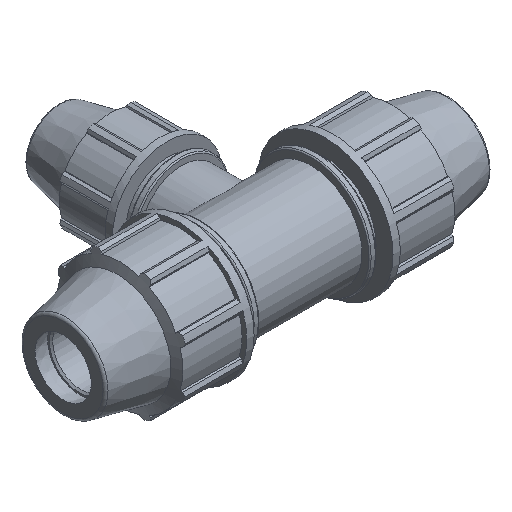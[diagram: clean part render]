
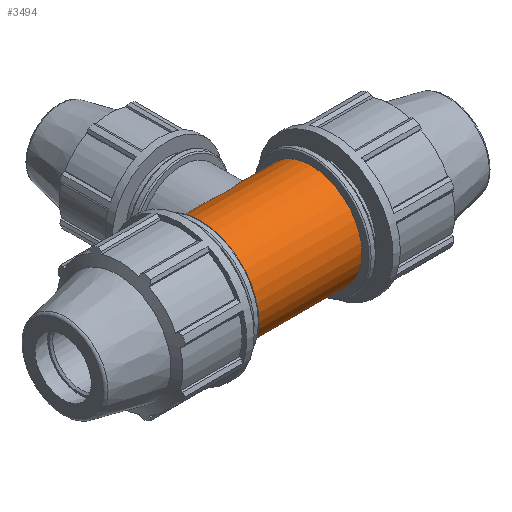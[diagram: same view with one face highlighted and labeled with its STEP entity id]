
A CAD part, isometric view. The second image highlights one B-rep face of the part: STEP entity #3494.
In plain terms, the highlighted cylindrical face has radius 18 mm (diameter 36 mm), a full revolution.
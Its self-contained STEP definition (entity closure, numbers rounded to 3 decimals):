
#797=B_SPLINE_CURVE_WITH_KNOTS('',3,(#5030,#5031,#5032,#5033,#5034,#5035,
#5036,#5037,#5038,#5039,#5040,#5041,#5042,#5043,#5044,#5045,#5046,#5047,
#5048,#5049,#5050,#5051,#5052,#5053,#5054,#5055,#5056,#5057,#5058,#5059,
#5060,#5061,#5062,#5063,#5064,#5065,#5066,#5067,#5068,#5069,#5070,#5071,
#5072,#5073,#5074,#5075,#5076,#5077,#5078,#5079),.UNSPECIFIED.,.T.,.F.,
(4,2,2,2,2,2,2,2,2,2,2,2,2,2,2,2,2,2,2,2,2,2,2,2,4),(0.,0.302,
0.603,1.206,1.788,2.08,2.371,
2.662,2.953,3.536,4.139,4.44,
4.742,5.043,5.345,5.948,6.53,
6.821,7.113,7.404,7.695,8.277,
8.88,9.182,9.483),.UNSPECIFIED.);
#799=FACE_BOUND('',#1056,.T.);
#800=FACE_BOUND('',#1057,.T.);
#856=FACE_OUTER_BOUND('',#1055,.T.);
#1055=EDGE_LOOP('',(#2284));
#1056=EDGE_LOOP('',(#2285));
#1057=EDGE_LOOP('',(#2286));
#1311=CIRCLE('',#3696,18.);
#1312=CIRCLE('',#3697,18.);
#1458=VERTEX_POINT('',#5025);
#1459=VERTEX_POINT('',#5027);
#1460=VERTEX_POINT('',#5029);
#1799=EDGE_CURVE('',#1458,#1458,#1311,.T.);
#1800=EDGE_CURVE('',#1459,#1459,#1312,.T.);
#1801=EDGE_CURVE('',#1460,#1460,#797,.T.);
#2284=ORIENTED_EDGE('',*,*,#1799,.F.);
#2285=ORIENTED_EDGE('',*,*,#1800,.T.);
#2286=ORIENTED_EDGE('',*,*,#1801,.F.);
#3254=CYLINDRICAL_SURFACE('',#3695,18.);
#3494=ADVANCED_FACE('',(#856,#799,#800),#3254,.T.);
#3695=AXIS2_PLACEMENT_3D('',#5024,#4043,#4044);
#3696=AXIS2_PLACEMENT_3D('',#5026,#4045,#4046);
#3697=AXIS2_PLACEMENT_3D('',#5028,#4047,#4048);
#4043=DIRECTION('center_axis',(1.,0.,0.));
#4044=DIRECTION('ref_axis',(0.,1.,0.));
#4045=DIRECTION('center_axis',(1.,0.,0.));
#4046=DIRECTION('ref_axis',(0.,0.,-1.));
#4047=DIRECTION('center_axis',(1.,0.,0.));
#4048=DIRECTION('ref_axis',(0.,0.,-1.));
#5024=CARTESIAN_POINT('Origin',(13.928,0.,0.));
#5025=CARTESIAN_POINT('',(19.637,18.,0.));
#5026=CARTESIAN_POINT('Origin',(19.637,0.,0.));
#5027=CARTESIAN_POINT('',(-19.637,18.,0.));
#5028=CARTESIAN_POINT('Origin',(-19.637,0.,0.));
#5029=CARTESIAN_POINT('',(0.,10.493,14.625));
#5030=CARTESIAN_POINT('Ctrl Pts',(0.,10.493,
14.625));
#5031=CARTESIAN_POINT('Ctrl Pts',(1.005,10.493,14.625));
#5032=CARTESIAN_POINT('Ctrl Pts',(1.998,10.642,14.521));
#5033=CARTESIAN_POINT('Ctrl Pts',(3.917,11.163,14.125));
#5034=CARTESIAN_POINT('Ctrl Pts',(4.845,11.532,13.832));
#5035=CARTESIAN_POINT('Ctrl Pts',(7.488,12.798,12.708));
#5036=CARTESIAN_POINT('Ctrl Pts',(9.068,13.839,11.615));
#5037=CARTESIAN_POINT('Ctrl Pts',(11.571,15.596,9.112));
#5038=CARTESIAN_POINT('Ctrl Pts',(12.687,16.458,7.531));
#5039=CARTESIAN_POINT('Ctrl Pts',(13.834,17.362,4.844));
#5040=CARTESIAN_POINT('Ctrl Pts',(14.131,17.601,3.896));
#5041=CARTESIAN_POINT('Ctrl Pts',(14.527,17.92,1.959));
#5042=CARTESIAN_POINT('Ctrl Pts',(14.625,18.,0.971));
#5043=CARTESIAN_POINT('Ctrl Pts',(14.625,18.,-0.971));
#5044=CARTESIAN_POINT('Ctrl Pts',(14.527,17.92,-1.959));
#5045=CARTESIAN_POINT('Ctrl Pts',(14.131,17.601,-3.896));
#5046=CARTESIAN_POINT('Ctrl Pts',(13.834,17.362,-4.844));
#5047=CARTESIAN_POINT('Ctrl Pts',(12.687,16.458,-7.531));
#5048=CARTESIAN_POINT('Ctrl Pts',(11.571,15.596,-9.112));
#5049=CARTESIAN_POINT('Ctrl Pts',(9.068,13.839,-11.615));
#5050=CARTESIAN_POINT('Ctrl Pts',(7.488,12.798,-12.708));
#5051=CARTESIAN_POINT('Ctrl Pts',(4.845,11.532,-13.832));
#5052=CARTESIAN_POINT('Ctrl Pts',(3.917,11.163,-14.125));
#5053=CARTESIAN_POINT('Ctrl Pts',(1.998,10.642,-14.521));
#5054=CARTESIAN_POINT('Ctrl Pts',(1.005,10.493,-14.625));
#5055=CARTESIAN_POINT('Ctrl Pts',(-1.005,10.493,-14.625));
#5056=CARTESIAN_POINT('Ctrl Pts',(-1.998,10.642,-14.521));
#5057=CARTESIAN_POINT('Ctrl Pts',(-3.917,11.163,-14.125));
#5058=CARTESIAN_POINT('Ctrl Pts',(-4.845,11.532,-13.832));
#5059=CARTESIAN_POINT('Ctrl Pts',(-7.488,12.798,-12.708));
#5060=CARTESIAN_POINT('Ctrl Pts',(-9.068,13.839,-11.615));
#5061=CARTESIAN_POINT('Ctrl Pts',(-11.571,15.596,-9.112));
#5062=CARTESIAN_POINT('Ctrl Pts',(-12.687,16.458,-7.531));
#5063=CARTESIAN_POINT('Ctrl Pts',(-13.834,17.362,-4.844));
#5064=CARTESIAN_POINT('Ctrl Pts',(-14.131,17.601,-3.896));
#5065=CARTESIAN_POINT('Ctrl Pts',(-14.527,17.92,-1.959));
#5066=CARTESIAN_POINT('Ctrl Pts',(-14.625,18.,-0.971));
#5067=CARTESIAN_POINT('Ctrl Pts',(-14.625,18.,0.971));
#5068=CARTESIAN_POINT('Ctrl Pts',(-14.527,17.92,1.959));
#5069=CARTESIAN_POINT('Ctrl Pts',(-14.131,17.601,3.896));
#5070=CARTESIAN_POINT('Ctrl Pts',(-13.834,17.362,4.844));
#5071=CARTESIAN_POINT('Ctrl Pts',(-12.687,16.458,7.531));
#5072=CARTESIAN_POINT('Ctrl Pts',(-11.571,15.596,9.112));
#5073=CARTESIAN_POINT('Ctrl Pts',(-9.068,13.839,11.615));
#5074=CARTESIAN_POINT('Ctrl Pts',(-7.488,12.798,12.708));
#5075=CARTESIAN_POINT('Ctrl Pts',(-4.845,11.532,13.832));
#5076=CARTESIAN_POINT('Ctrl Pts',(-3.917,11.163,14.125));
#5077=CARTESIAN_POINT('Ctrl Pts',(-1.998,10.642,14.521));
#5078=CARTESIAN_POINT('Ctrl Pts',(-1.005,10.493,14.625));
#5079=CARTESIAN_POINT('Ctrl Pts',(0.,10.493,
14.625));
